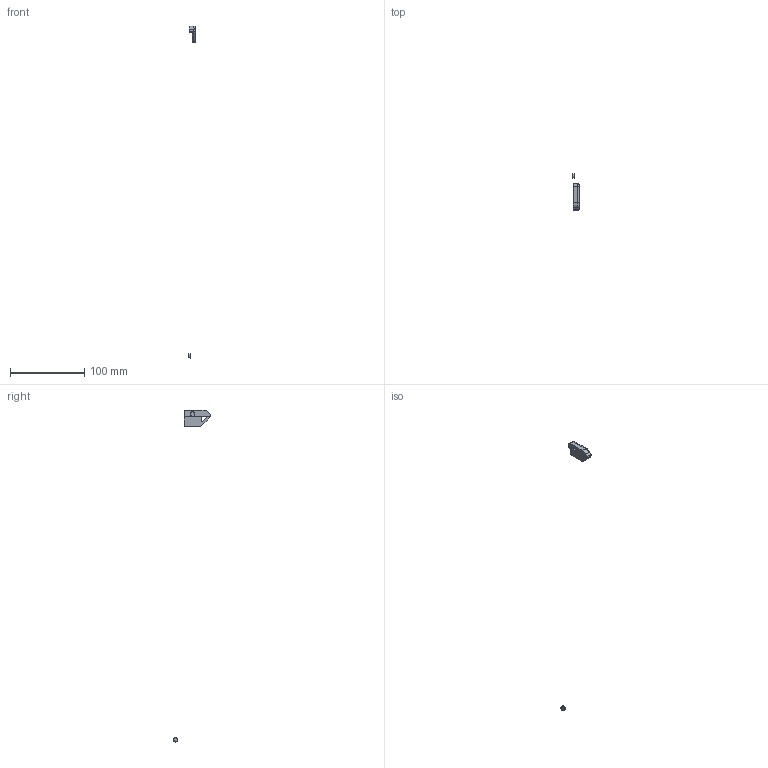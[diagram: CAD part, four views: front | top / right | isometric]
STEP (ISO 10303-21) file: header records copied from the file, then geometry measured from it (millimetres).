
FILE_DESCRIPTION(/* description */ (''),/* implementation_level */ '2;1');
FILE_NAME(/* name */ '4mm_Door_Handle_A .step',/* time_stamp */ '2022-12-03T13:31:07+01:00',/* author */ (''),/* organization */ (''),/* preprocessor_version */ 'ST-DEVELOPER v19.2',/* originating_system */ 'Autodesk Translation Framework v11.17.0.187',/* authorisation */ '');
FILE_SCHEMA (('AUTOMOTIVE_DESIGN { 1 0 10303 214 3 1 1 }'));
Length unit declared in the file: millimetre
Products named in the file (2): 4mm_Door_Handle_A; Magnet (1)
Assembly tree (1 placements, depth 2):
  4mm_Door_Handle_A
    Magnet (1)
Bounding box: 9 x 49.94 x 447.55 mm (x, y, z)
Volume: 3609.4 mm3; surface area: 2182.8 mm2
Topology: 2 solids, 2 shells, 64 faces, 149 edges, 88 vertices
Faces by surface type: plane 24, cylinder 20, cone 9, torus 6, bspline 3, sphere 2
Full cylindrical faces by diameter (mm): 6 x1
Entity records: 1891 total; most frequent: DIRECTION 343, CARTESIAN_POINT 328, ORIENTED_EDGE 298, EDGE_CURVE 149, AXIS2_PLACEMENT_3D 130, VERTEX_POINT 88, LINE 83, VECTOR 83
